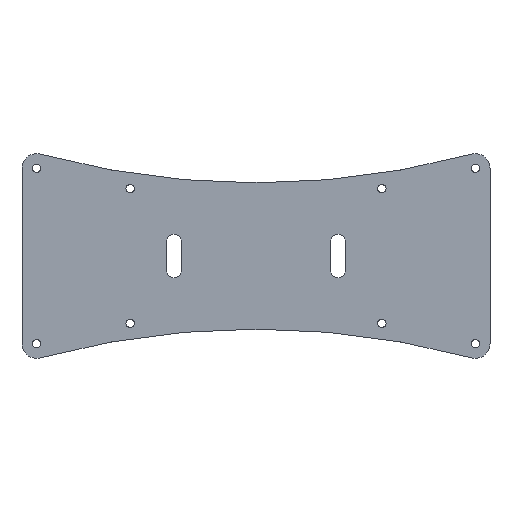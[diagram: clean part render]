
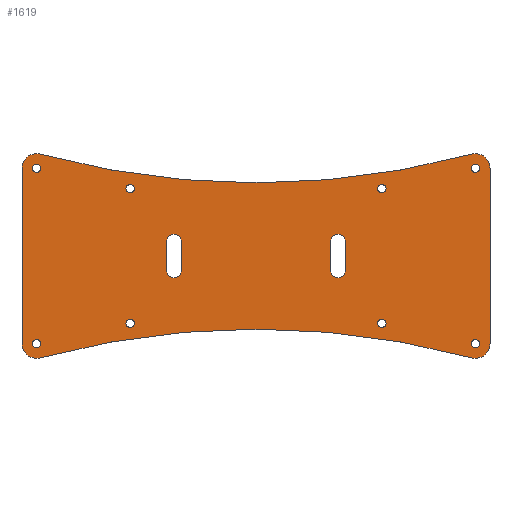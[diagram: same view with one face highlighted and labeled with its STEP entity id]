
A CAD part, front view. The second image highlights one B-rep face of the part: STEP entity #1619.
In plain terms, the highlighted planar face has unit normal (0, -1, 0).
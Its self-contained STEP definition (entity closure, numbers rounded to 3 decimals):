
#48=FACE_BOUND('',#376,.T.);
#49=FACE_BOUND('',#377,.T.);
#50=FACE_BOUND('',#378,.T.);
#51=FACE_BOUND('',#379,.T.);
#52=FACE_BOUND('',#380,.T.);
#53=FACE_BOUND('',#381,.T.);
#54=FACE_BOUND('',#382,.T.);
#55=FACE_BOUND('',#383,.T.);
#56=FACE_BOUND('',#384,.T.);
#57=FACE_BOUND('',#385,.T.);
#76=CIRCLE('',#1649,1.45);
#81=CIRCLE('',#1658,1.45);
#84=CIRCLE('',#1663,1.45);
#89=CIRCLE('',#1672,1.45);
#109=CIRCLE('',#1725,1.45);
#111=CIRCLE('',#1728,1.45);
#113=CIRCLE('',#1731,1.45);
#115=CIRCLE('',#1734,1.45);
#135=CIRCLE('',#1768,2.5);
#137=CIRCLE('',#1772,2.5);
#139=CIRCLE('',#1776,2.5);
#141=CIRCLE('',#1780,2.5);
#158=CIRCLE('',#1814,5.);
#159=CIRCLE('',#1816,5.);
#160=CIRCLE('',#1818,281.25);
#161=CIRCLE('',#1820,5.);
#162=CIRCLE('',#1822,5.);
#163=CIRCLE('',#1824,281.25);
#189=PLANE('',#1826);
#269=FACE_OUTER_BOUND('',#375,.T.);
#375=EDGE_LOOP('',(#1468,#1469,#1470,#1471,#1472,#1473,#1474,#1475));
#376=EDGE_LOOP('',(#1476));
#377=EDGE_LOOP('',(#1477));
#378=EDGE_LOOP('',(#1478));
#379=EDGE_LOOP('',(#1479));
#380=EDGE_LOOP('',(#1480));
#381=EDGE_LOOP('',(#1481));
#382=EDGE_LOOP('',(#1482));
#383=EDGE_LOOP('',(#1483));
#384=EDGE_LOOP('',(#1484,#1485,#1486,#1487));
#385=EDGE_LOOP('',(#1488,#1489,#1490,#1491));
#443=LINE('',#2606,#555);
#463=LINE('',#2831,#575);
#468=LINE('',#2853,#580);
#473=LINE('',#2866,#585);
#476=LINE('',#2877,#588);
#480=LINE('',#2889,#592);
#555=VECTOR('',#2006,10.);
#575=VECTOR('',#2138,10.);
#580=VECTOR('',#2157,10.);
#585=VECTOR('',#2170,10.);
#588=VECTOR('',#2181,10.);
#592=VECTOR('',#2193,10.);
#654=VERTEX_POINT('',#2403);
#657=VERTEX_POINT('',#2416);
#670=VERTEX_POINT('',#2475);
#675=VERTEX_POINT('',#2491);
#705=VERTEX_POINT('',#2603);
#706=VERTEX_POINT('',#2605);
#723=VERTEX_POINT('',#2663);
#725=VERTEX_POINT('',#2669);
#727=VERTEX_POINT('',#2675);
#729=VERTEX_POINT('',#2681);
#744=VERTEX_POINT('',#2828);
#745=VERTEX_POINT('',#2830);
#754=VERTEX_POINT('',#2850);
#755=VERTEX_POINT('',#2852);
#757=VERTEX_POINT('',#2858);
#759=VERTEX_POINT('',#2864);
#762=VERTEX_POINT('',#2874);
#763=VERTEX_POINT('',#2876);
#765=VERTEX_POINT('',#2882);
#767=VERTEX_POINT('',#2888);
#780=VERTEX_POINT('',#2951);
#781=VERTEX_POINT('',#2955);
#782=VERTEX_POINT('',#2959);
#783=VERTEX_POINT('',#2965);
#809=EDGE_CURVE('',#654,#654,#76,.T.);
#817=EDGE_CURVE('',#657,#657,#81,.T.);
#831=EDGE_CURVE('',#670,#670,#84,.T.);
#840=EDGE_CURVE('',#675,#675,#89,.T.);
#888=EDGE_CURVE('',#705,#706,#443,.T.);
#914=EDGE_CURVE('',#723,#723,#109,.T.);
#917=EDGE_CURVE('',#725,#725,#111,.T.);
#920=EDGE_CURVE('',#727,#727,#113,.T.);
#923=EDGE_CURVE('',#729,#729,#115,.T.);
#950=EDGE_CURVE('',#744,#745,#463,.T.);
#960=EDGE_CURVE('',#755,#754,#468,.T.);
#964=EDGE_CURVE('',#754,#757,#135,.T.);
#967=EDGE_CURVE('',#757,#759,#473,.T.);
#969=EDGE_CURVE('',#759,#755,#137,.T.);
#972=EDGE_CURVE('',#763,#762,#476,.T.);
#975=EDGE_CURVE('',#765,#763,#139,.T.);
#978=EDGE_CURVE('',#767,#765,#480,.T.);
#981=EDGE_CURVE('',#762,#767,#141,.T.);
#1010=EDGE_CURVE('',#706,#780,#158,.T.);
#1012=EDGE_CURVE('',#781,#705,#159,.T.);
#1014=EDGE_CURVE('',#782,#781,#160,.T.);
#1016=EDGE_CURVE('',#745,#782,#161,.T.);
#1017=EDGE_CURVE('',#783,#744,#162,.T.);
#1019=EDGE_CURVE('',#780,#783,#163,.T.);
#1468=ORIENTED_EDGE('',*,*,#1019,.F.);
#1469=ORIENTED_EDGE('',*,*,#1010,.F.);
#1470=ORIENTED_EDGE('',*,*,#888,.F.);
#1471=ORIENTED_EDGE('',*,*,#1012,.F.);
#1472=ORIENTED_EDGE('',*,*,#1014,.F.);
#1473=ORIENTED_EDGE('',*,*,#1016,.F.);
#1474=ORIENTED_EDGE('',*,*,#950,.F.);
#1475=ORIENTED_EDGE('',*,*,#1017,.F.);
#1476=ORIENTED_EDGE('',*,*,#809,.T.);
#1477=ORIENTED_EDGE('',*,*,#817,.T.);
#1478=ORIENTED_EDGE('',*,*,#831,.T.);
#1479=ORIENTED_EDGE('',*,*,#840,.T.);
#1480=ORIENTED_EDGE('',*,*,#914,.T.);
#1481=ORIENTED_EDGE('',*,*,#917,.T.);
#1482=ORIENTED_EDGE('',*,*,#920,.T.);
#1483=ORIENTED_EDGE('',*,*,#923,.T.);
#1484=ORIENTED_EDGE('',*,*,#960,.T.);
#1485=ORIENTED_EDGE('',*,*,#964,.T.);
#1486=ORIENTED_EDGE('',*,*,#967,.T.);
#1487=ORIENTED_EDGE('',*,*,#969,.T.);
#1488=ORIENTED_EDGE('',*,*,#978,.T.);
#1489=ORIENTED_EDGE('',*,*,#975,.T.);
#1490=ORIENTED_EDGE('',*,*,#972,.T.);
#1491=ORIENTED_EDGE('',*,*,#981,.T.);
#1619=ADVANCED_FACE('',(#269,#48,#49,#50,#51,#52,#53,#54,#55,#56,#57),#189,
 .F.);
#1649=AXIS2_PLACEMENT_3D('',#2404,#1858,#1859);
#1658=AXIS2_PLACEMENT_3D('',#2417,#1877,#1878);
#1663=AXIS2_PLACEMENT_3D('',#2476,#1894,#1895);
#1672=AXIS2_PLACEMENT_3D('',#2492,#1914,#1915);
#1725=AXIS2_PLACEMENT_3D('',#2665,#2060,#2061);
#1728=AXIS2_PLACEMENT_3D('',#2671,#2067,#2068);
#1731=AXIS2_PLACEMENT_3D('',#2677,#2074,#2075);
#1734=AXIS2_PLACEMENT_3D('',#2683,#2081,#2082);
#1768=AXIS2_PLACEMENT_3D('',#2860,#2164,#2165);
#1772=AXIS2_PLACEMENT_3D('',#2869,#2175,#2176);
#1776=AXIS2_PLACEMENT_3D('',#2883,#2187,#2188);
#1780=AXIS2_PLACEMENT_3D('',#2893,#2199,#2200);
#1814=AXIS2_PLACEMENT_3D('',#2952,#2279,#2280);
#1816=AXIS2_PLACEMENT_3D('',#2956,#2284,#2285);
#1818=AXIS2_PLACEMENT_3D('',#2960,#2289,#2290);
#1820=AXIS2_PLACEMENT_3D('',#2963,#2294,#2295);
#1822=AXIS2_PLACEMENT_3D('',#2966,#2298,#2299);
#1824=AXIS2_PLACEMENT_3D('',#2969,#2303,#2304);
#1826=AXIS2_PLACEMENT_3D('',#2971,#2307,#2308);
#1858=DIRECTION('center_axis',(0.,1.,0.));
#1859=DIRECTION('ref_axis',(1.,0.,0.));
#1877=DIRECTION('center_axis',(0.,1.,0.));
#1878=DIRECTION('ref_axis',(1.,0.,0.));
#1894=DIRECTION('center_axis',(0.,1.,0.));
#1895=DIRECTION('ref_axis',(1.,0.,0.));
#1914=DIRECTION('center_axis',(0.,1.,0.));
#1915=DIRECTION('ref_axis',(1.,0.,0.));
#2006=DIRECTION('',(0.,0.,-1.));
#2060=DIRECTION('center_axis',(0.,1.,0.));
#2061=DIRECTION('ref_axis',(1.,0.,0.));
#2067=DIRECTION('center_axis',(0.,1.,0.));
#2068=DIRECTION('ref_axis',(1.,0.,0.));
#2074=DIRECTION('center_axis',(0.,1.,0.));
#2075=DIRECTION('ref_axis',(1.,0.,0.));
#2081=DIRECTION('center_axis',(0.,1.,0.));
#2082=DIRECTION('ref_axis',(1.,0.,0.));
#2138=DIRECTION('',(0.,0.,1.));
#2157=DIRECTION('',(0.,0.,1.));
#2164=DIRECTION('center_axis',(0.,1.,0.));
#2165=DIRECTION('ref_axis',(-1.,0.,0.));
#2170=DIRECTION('',(0.,0.,-1.));
#2175=DIRECTION('center_axis',(0.,1.,0.));
#2176=DIRECTION('ref_axis',(1.,0.,0.));
#2181=DIRECTION('',(0.,0.,-1.));
#2187=DIRECTION('center_axis',(0.,1.,0.));
#2188=DIRECTION('ref_axis',(1.,0.,0.));
#2193=DIRECTION('',(0.,0.,1.));
#2199=DIRECTION('center_axis',(0.,1.,0.));
#2200=DIRECTION('ref_axis',(-1.,0.,0.));
#2279=DIRECTION('center_axis',(0.,1.,0.));
#2280=DIRECTION('ref_axis',(1.,0.,0.));
#2284=DIRECTION('center_axis',(0.,1.,0.));
#2285=DIRECTION('ref_axis',(-0.262,0.,0.965));
#2289=DIRECTION('center_axis',(0.,-1.,0.));
#2290=DIRECTION('ref_axis',(-0.262,0.,0.965));
#2294=DIRECTION('center_axis',(0.,1.,0.));
#2295=DIRECTION('ref_axis',(-1.,0.,0.));
#2298=DIRECTION('center_axis',(0.,1.,0.));
#2299=DIRECTION('ref_axis',(0.262,0.,-0.965));
#2303=DIRECTION('center_axis',(0.,-1.,0.));
#2304=DIRECTION('ref_axis',(0.262,0.,-0.965));
#2307=DIRECTION('center_axis',(0.,1.,0.));
#2308=DIRECTION('ref_axis',(0.,0.,1.));
#2403=CARTESIAN_POINT('',(-44.45,0.,-23.));
#2404=CARTESIAN_POINT('Origin',(-43.,0.,-23.));
#2416=CARTESIAN_POINT('',(41.55,0.,-23.));
#2417=CARTESIAN_POINT('Origin',(43.,0.,-23.));
#2475=CARTESIAN_POINT('',(41.55,0.,23.));
#2476=CARTESIAN_POINT('Origin',(43.,0.,23.));
#2491=CARTESIAN_POINT('',(-44.45,0.,23.));
#2492=CARTESIAN_POINT('Origin',(-43.,0.,23.));
#2603=CARTESIAN_POINT('',(80.,0.,30.));
#2605=CARTESIAN_POINT('',(80.,0.,-30.));
#2606=CARTESIAN_POINT('',(80.,0.,30.));
#2663=CARTESIAN_POINT('',(73.55,0.,30.));
#2665=CARTESIAN_POINT('Origin',(75.,0.,30.));
#2669=CARTESIAN_POINT('',(-76.45,0.,-30.));
#2671=CARTESIAN_POINT('Origin',(-75.,0.,-30.));
#2675=CARTESIAN_POINT('',(73.55,0.,-30.));
#2677=CARTESIAN_POINT('Origin',(75.,0.,-30.));
#2681=CARTESIAN_POINT('',(-76.45,0.,30.));
#2683=CARTESIAN_POINT('Origin',(-75.,0.,30.));
#2828=CARTESIAN_POINT('',(-80.,0.,-30.));
#2830=CARTESIAN_POINT('',(-80.,0.,30.));
#2831=CARTESIAN_POINT('',(-80.,0.,-30.));
#2850=CARTESIAN_POINT('',(-30.5,0.,5.));
#2852=CARTESIAN_POINT('',(-30.5,0.,-5.));
#2853=CARTESIAN_POINT('',(-30.5,0.,2.5));
#2858=CARTESIAN_POINT('',(-25.5,0.,5.));
#2860=CARTESIAN_POINT('Origin',(-28.,0.,5.));
#2864=CARTESIAN_POINT('',(-25.5,0.,-5.));
#2866=CARTESIAN_POINT('',(-25.5,0.,-2.5));
#2869=CARTESIAN_POINT('Origin',(-28.,0.,-5.));
#2874=CARTESIAN_POINT('',(30.5,0.,-5.));
#2876=CARTESIAN_POINT('',(30.5,0.,5.));
#2877=CARTESIAN_POINT('',(30.5,0.,2.5));
#2882=CARTESIAN_POINT('',(25.5,0.,5.));
#2883=CARTESIAN_POINT('Origin',(28.,0.,5.));
#2888=CARTESIAN_POINT('',(25.5,0.,-5.));
#2889=CARTESIAN_POINT('',(25.5,0.,-2.5));
#2893=CARTESIAN_POINT('Origin',(28.,0.,-5.));
#2951=CARTESIAN_POINT('',(73.69,0.,-34.825));
#2952=CARTESIAN_POINT('Origin',(75.,0.,-30.));
#2955=CARTESIAN_POINT('',(73.69,0.,34.825));
#2956=CARTESIAN_POINT('Origin',(75.,0.,30.));
#2959=CARTESIAN_POINT('',(-73.69,0.,34.825));
#2960=CARTESIAN_POINT('Origin',(0.,0.,306.25));
#2963=CARTESIAN_POINT('Origin',(-75.,0.,30.));
#2965=CARTESIAN_POINT('',(-73.69,0.,-34.825));
#2966=CARTESIAN_POINT('Origin',(-75.,0.,-30.));
#2969=CARTESIAN_POINT('Origin',(0.,0.,-306.25));
#2971=CARTESIAN_POINT('Origin',(0.,0.,0.));
